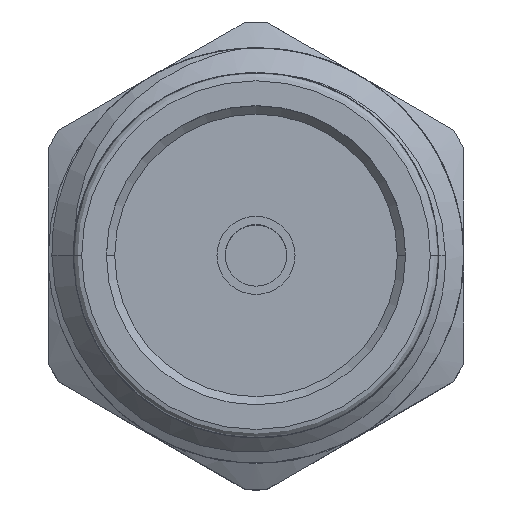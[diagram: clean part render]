
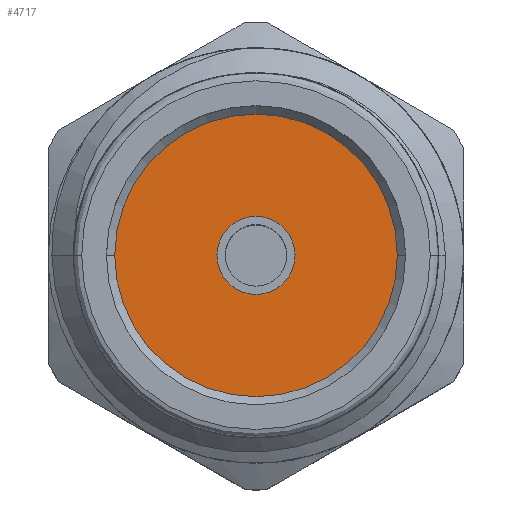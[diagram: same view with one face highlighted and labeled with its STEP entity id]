
A CAD part, top view. The second image highlights one B-rep face of the part: STEP entity #4717.
In plain terms, the highlighted face is planar.
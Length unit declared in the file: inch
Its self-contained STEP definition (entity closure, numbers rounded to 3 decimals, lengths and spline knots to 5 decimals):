
#150 = CARTESIAN_POINT ( 'NONE',  ( 0.075, 0., 0. ) ) ;
#299 = DIRECTION ( 'NONE',  ( -1., 0., 0. ) ) ;
#343 = DIRECTION ( 'NONE',  ( 0., 0., 1. ) ) ;
#357 = AXIS2_PLACEMENT_3D ( 'NONE', #6986, #2139, #1626 ) ;
#389 = DIRECTION ( 'NONE',  ( -1., 0., 0. ) ) ;
#808 = AXIS2_PLACEMENT_3D ( 'NONE', #6060, #389, #343 ) ;
#880 = PLANE ( 'NONE',  #3563 ) ;
#910 = CARTESIAN_POINT ( 'NONE',  ( 0.075, 0., 0.085 ) ) ;
#936 = VERTEX_POINT ( 'NONE', #910 ) ;
#999 = CARTESIAN_POINT ( 'NONE',  ( 0.075, 0., 0. ) ) ;
#1327 = EDGE_CURVE ( 'NONE', #936, #4374, #7999, .T. ) ;
#1382 = FACE_BOUND ( 'NONE', #6854, .T. ) ;
#1411 = DIRECTION ( 'NONE',  ( -1., 0., 0. ) ) ;
#1568 = ORIENTED_EDGE ( 'NONE', *, *, #4873, .T. ) ;
#1626 = DIRECTION ( 'NONE',  ( 0., 0., 1. ) ) ;
#2086 = CARTESIAN_POINT ( 'NONE',  ( 0.075, 0., 0.0235 ) ) ;
#2139 = DIRECTION ( 'NONE',  ( -1., 0., 0. ) ) ;
#2157 = DIRECTION ( 'NONE',  ( 0., 0., 1. ) ) ;
#2530 = VERTEX_POINT ( 'NONE', #5294 ) ;
#2642 = DIRECTION ( 'NONE',  ( 0., 0., 1. ) ) ;
#2909 = VERTEX_POINT ( 'NONE', #2086 ) ;
#3162 = AXIS2_PLACEMENT_3D ( 'NONE', #999, #7165, #2157 ) ;
#3563 = AXIS2_PLACEMENT_3D ( 'NONE', #150, #299, #6369 ) ;
#3942 = FACE_OUTER_BOUND ( 'NONE', #6347, .T. ) ;
#4374 = VERTEX_POINT ( 'NONE', #7021 ) ;
#4717 = ADVANCED_FACE ( 'NONE', ( #1382, #3942 ), #880, .T. ) ;
#4768 = ORIENTED_EDGE ( 'NONE', *, *, #1327, .T. ) ;
#4810 = CIRCLE ( 'NONE', #808, 0.085 ) ;
#4817 = ORIENTED_EDGE ( 'NONE', *, *, #6482, .F. ) ;
#4834 = CIRCLE ( 'NONE', #3162, 0.0235 ) ;
#4873 = EDGE_CURVE ( 'NONE', #4374, #936, #4810, .T. ) ;
#5067 = EDGE_CURVE ( 'NONE', #2909, #2530, #6869, .T. ) ;
#5294 = CARTESIAN_POINT ( 'NONE',  ( 0.075, 0., -0.0235 ) ) ;
#5719 = CARTESIAN_POINT ( 'NONE',  ( 0.075, 0., 0. ) ) ;
#6060 = CARTESIAN_POINT ( 'NONE',  ( 0.075, 0., 0. ) ) ;
#6111 = ORIENTED_EDGE ( 'NONE', *, *, #5067, .F. ) ;
#6347 = EDGE_LOOP ( 'NONE', ( #4768, #1568 ) ) ;
#6369 = DIRECTION ( 'NONE',  ( 0., 0., 1. ) ) ;
#6475 = AXIS2_PLACEMENT_3D ( 'NONE', #5719, #1411, #2642 ) ;
#6482 = EDGE_CURVE ( 'NONE', #2530, #2909, #4834, .T. ) ;
#6854 = EDGE_LOOP ( 'NONE', ( #6111, #4817 ) ) ;
#6869 = CIRCLE ( 'NONE', #6475, 0.0235 ) ;
#6986 = CARTESIAN_POINT ( 'NONE',  ( 0.075, 0., 0. ) ) ;
#7021 = CARTESIAN_POINT ( 'NONE',  ( 0.075, 0., -0.085 ) ) ;
#7165 = DIRECTION ( 'NONE',  ( -1., 0., 0. ) ) ;
#7999 = CIRCLE ( 'NONE', #357, 0.085 ) ;
